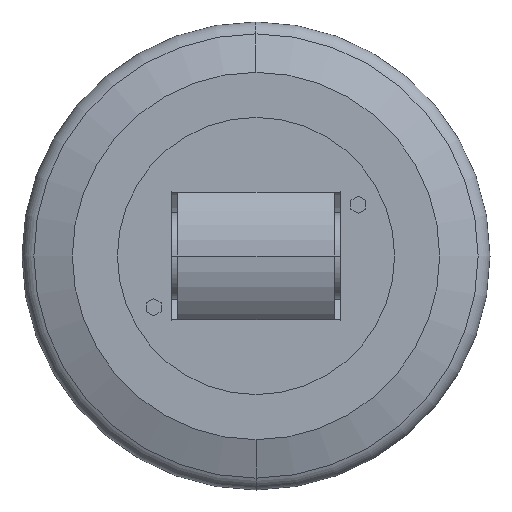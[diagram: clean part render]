
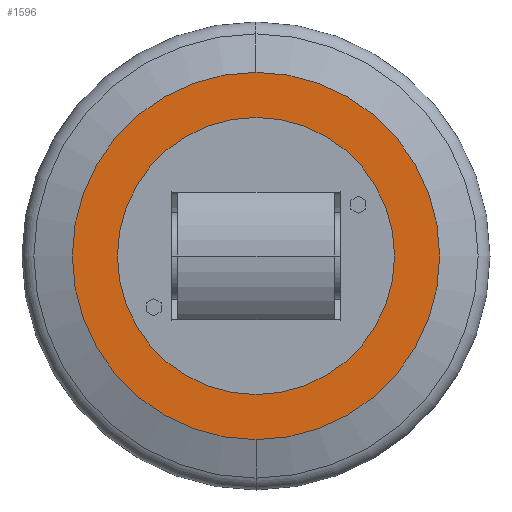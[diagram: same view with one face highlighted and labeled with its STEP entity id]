
A CAD part, left-side view. The second image highlights one B-rep face of the part: STEP entity #1596.
In plain terms, the highlighted planar face has unit normal (-1, 0, 0).
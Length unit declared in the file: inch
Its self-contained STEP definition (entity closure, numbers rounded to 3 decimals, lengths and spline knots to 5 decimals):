
#49 = AXIS2_PLACEMENT_3D ( 'NONE', #648, #2578, #162 ) ;
#162 = DIRECTION ( 'NONE',  ( 0., 0., 1. ) ) ;
#227 = CARTESIAN_POINT ( 'NONE',  ( 0.1181, 0., 1.20079 ) ) ;
#229 = CIRCLE ( 'NONE', #1621, 1.20079 ) ;
#309 = ORIENTED_EDGE ( 'NONE', *, *, #535, .T. ) ;
#311 = DIRECTION ( 'NONE',  ( 1., 0., 0. ) ) ;
#324 = ORIENTED_EDGE ( 'NONE', *, *, #440, .F. ) ;
#328 = DIRECTION ( 'NONE',  ( 0., 0., 1. ) ) ;
#331 = VERTEX_POINT ( 'NONE', #2144 ) ;
#344 = FACE_OUTER_BOUND ( 'NONE', #1798, .T. ) ;
#440 = EDGE_CURVE ( 'NONE', #1564, #3145, #2251, .T. ) ;
#535 = EDGE_CURVE ( 'NONE', #331, #2669, #3007, .T. ) ;
#648 = CARTESIAN_POINT ( 'NONE',  ( 0.1181, 0., 0. ) ) ;
#814 = PLANE ( 'NONE',  #1812 ) ;
#885 = EDGE_CURVE ( 'NONE', #2669, #331, #1187, .T. ) ;
#947 = DIRECTION ( 'NONE',  ( 0., 0., 1. ) ) ;
#1010 = CARTESIAN_POINT ( 'NONE',  ( 0.1181, 0., 0. ) ) ;
#1029 = FACE_BOUND ( 'NONE', #1929, .T. ) ;
#1154 = ORIENTED_EDGE ( 'NONE', *, *, #1303, .F. ) ;
#1187 = CIRCLE ( 'NONE', #2522, 0.90551 ) ;
#1303 = EDGE_CURVE ( 'NONE', #3145, #1564, #229, .T. ) ;
#1347 = CARTESIAN_POINT ( 'NONE',  ( 0.1181, 0., 0. ) ) ;
#1555 = DIRECTION ( 'NONE',  ( 1., 0., 0. ) ) ;
#1559 = CARTESIAN_POINT ( 'NONE',  ( 0.1181, 0., -0.90551 ) ) ;
#1564 = VERTEX_POINT ( 'NONE', #2987 ) ;
#1596 = ADVANCED_FACE ( 'NONE', ( #344, #1029 ), #814, .F. ) ;
#1621 = AXIS2_PLACEMENT_3D ( 'NONE', #1347, #1555, #328 ) ;
#1708 = ORIENTED_EDGE ( 'NONE', *, *, #885, .T. ) ;
#1798 = EDGE_LOOP ( 'NONE', ( #1154, #324 ) ) ;
#1812 = AXIS2_PLACEMENT_3D ( 'NONE', #2072, #2089, #947 ) ;
#1818 = DIRECTION ( 'NONE',  ( 0., 0., 1. ) ) ;
#1929 = EDGE_LOOP ( 'NONE', ( #309, #1708 ) ) ;
#2072 = CARTESIAN_POINT ( 'NONE',  ( 0.1181, -0.90551, 0. ) ) ;
#2089 = DIRECTION ( 'NONE',  ( 1., 0., 0. ) ) ;
#2144 = CARTESIAN_POINT ( 'NONE',  ( 0.1181, 0., 0.90551 ) ) ;
#2251 = CIRCLE ( 'NONE', #2918, 1.20079 ) ;
#2522 = AXIS2_PLACEMENT_3D ( 'NONE', #1010, #2952, #2722 ) ;
#2578 = DIRECTION ( 'NONE',  ( 1., 0., 0. ) ) ;
#2669 = VERTEX_POINT ( 'NONE', #1559 ) ;
#2722 = DIRECTION ( 'NONE',  ( 0., 0., 1. ) ) ;
#2918 = AXIS2_PLACEMENT_3D ( 'NONE', #2988, #311, #1818 ) ;
#2952 = DIRECTION ( 'NONE',  ( 1., 0., 0. ) ) ;
#2987 = CARTESIAN_POINT ( 'NONE',  ( 0.1181, 0., -1.20079 ) ) ;
#2988 = CARTESIAN_POINT ( 'NONE',  ( 0.1181, 0., 0. ) ) ;
#3007 = CIRCLE ( 'NONE', #49, 0.90551 ) ;
#3145 = VERTEX_POINT ( 'NONE', #227 ) ;
